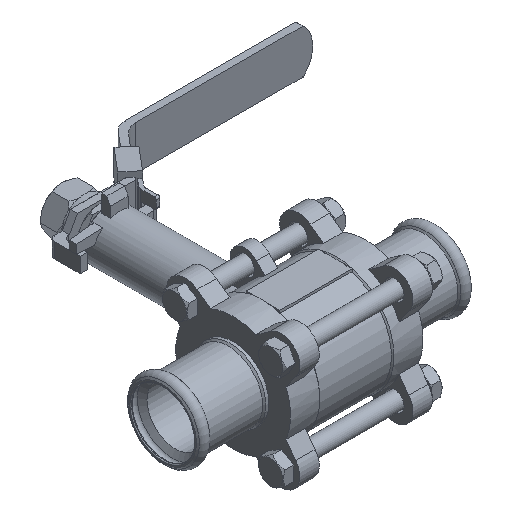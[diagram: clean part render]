
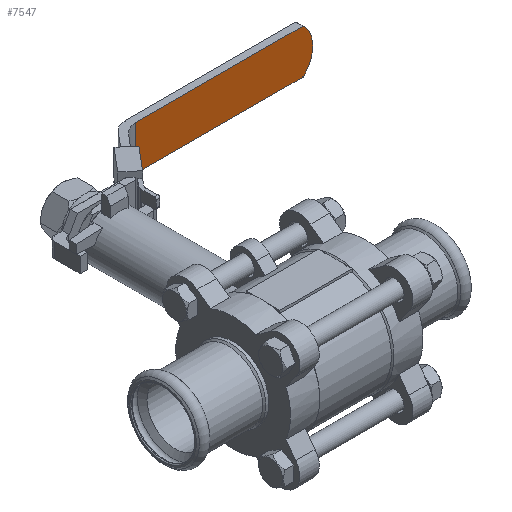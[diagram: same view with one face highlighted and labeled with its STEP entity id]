
A CAD part, isometric view. The second image highlights one B-rep face of the part: STEP entity #7547.
In plain terms, the highlighted planar face has unit normal (0, -1, 0).
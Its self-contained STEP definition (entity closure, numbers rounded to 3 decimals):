
#939=LINE('',#15834,#1430);
#950=LINE('',#15860,#1441);
#951=LINE('',#15864,#1442);
#1430=VECTOR('',#9830,1000.);
#1441=VECTOR('',#9855,1000.);
#1442=VECTOR('',#9860,1000.);
#1689=PLANE('',#8191);
#3520=ORIENTED_EDGE('',*,*,#4843,.T.);
#3521=ORIENTED_EDGE('',*,*,#4806,.F.);
#3522=ORIENTED_EDGE('',*,*,#4859,.F.);
#3523=ORIENTED_EDGE('',*,*,#4857,.F.);
#4806=EDGE_CURVE('',#5628,#5629,#5969,.T.);
#4843=EDGE_CURVE('',#5659,#5629,#939,.T.);
#4857=EDGE_CURVE('',#5659,#5667,#950,.T.);
#4859=EDGE_CURVE('',#5667,#5628,#951,.T.);
#5628=VERTEX_POINT('',#15758);
#5629=VERTEX_POINT('',#15760);
#5659=VERTEX_POINT('',#15835);
#5667=VERTEX_POINT('',#15861);
#5969=CIRCLE('',#8167,17.);
#6501=EDGE_LOOP('',(#3520,#3521,#3522,#3523));
#7057=FACE_BOUND('',#6501,.T.);
#7547=ADVANCED_FACE('',(#7057),#1689,.T.);
#8167=AXIS2_PLACEMENT_3D('',#15759,#9769,#9770);
#8191=AXIS2_PLACEMENT_3D('',#15863,#9858,#9859);
#9769=DIRECTION('',(0.,1.,0.));
#9770=DIRECTION('',(1.,0.,0.));
#9830=DIRECTION('',(1.,0.,0.));
#9855=DIRECTION('',(0.,0.,1.));
#9858=DIRECTION('',(0.,-1.,0.));
#9859=DIRECTION('',(1.,0.,0.));
#9860=DIRECTION('',(1.,0.,0.));
#15758=CARTESIAN_POINT('',(144.522,142.5,12.5));
#15759=CARTESIAN_POINT('',(133.,142.5,0.));
#15760=CARTESIAN_POINT('',(144.522,142.5,-12.5));
#15834=CARTESIAN_POINT('',(49.923,142.5,-12.5));
#15835=CARTESIAN_POINT('',(49.923,142.5,-12.5));
#15860=CARTESIAN_POINT('',(49.923,142.5,-12.5));
#15861=CARTESIAN_POINT('',(49.923,142.5,12.5));
#15863=CARTESIAN_POINT('',(49.923,142.5,-12.5));
#15864=CARTESIAN_POINT('',(49.923,142.5,12.5));
